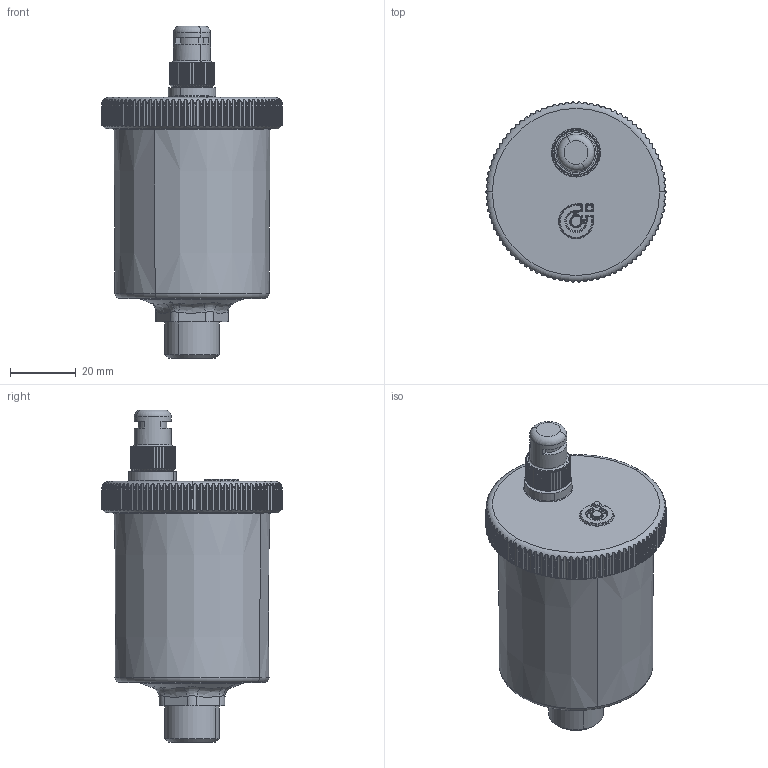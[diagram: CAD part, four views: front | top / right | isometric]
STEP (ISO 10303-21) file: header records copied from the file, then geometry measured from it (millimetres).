
FILE_DESCRIPTION(('CATIA V5 STEP Exchange'),'2;1');
FILE_NAME('STEP_502232_TH_-_TST.stp','2018-12-03T09:05:32+00:00',('none'),('none'),'CATIA Version 5-6 Release 2016 SP4','CATIA V5 STEP AP203','none');
FILE_SCHEMA(('CONFIG_CONTROL_DESIGN'));
Length unit declared in the file: millimetre
Products named in the file (1): 502232 TH - TST
Bounding box: 55 x 54.97 x 101.32 mm (x, y, z)
Volume: 120595.3 mm3; surface area: 17937.3 mm2
Topology: 1 solids, 4 shells, 999 faces, 2803 edges, 1809 vertices
Faces by surface type: cylinder 533, plane 317, torus 70, bspline 35, cone 27, sphere 17
Entity records: 36686 total; most frequent: CARTESIAN_POINT 14476, ORIENTED_EDGE 5574, DIRECTION 3067, EDGE_CURVE 2787, VERTEX_POINT 1809, AXIS2_PLACEMENT_3D 1351, B_SPLINE_CURVE_WITH_KNOTS 1216, EDGE_LOOP 1016
